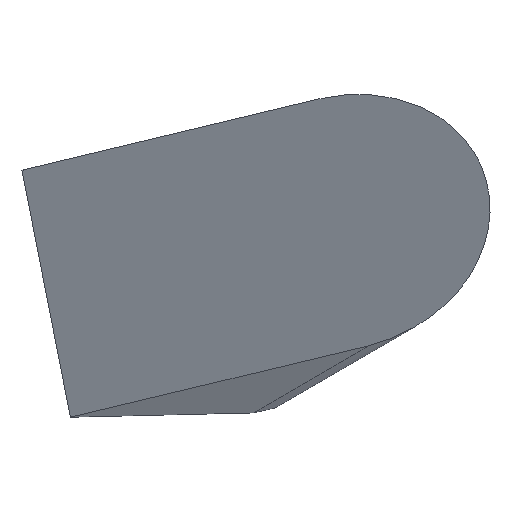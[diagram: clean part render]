
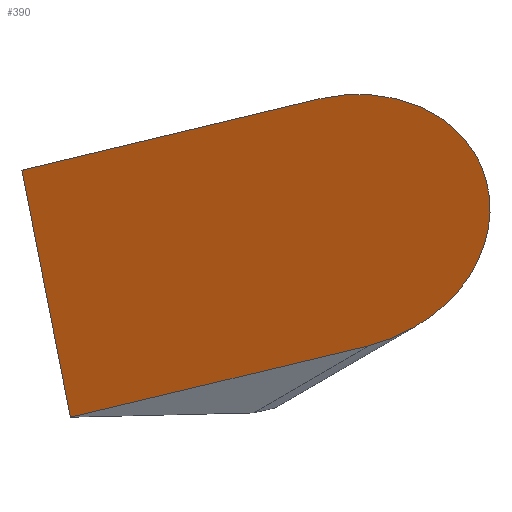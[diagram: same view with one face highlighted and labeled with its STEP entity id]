
A CAD part, front view. The second image highlights one B-rep face of the part: STEP entity #390.
In plain terms, the highlighted planar face has unit normal (0.447, 0.895, 0.011).
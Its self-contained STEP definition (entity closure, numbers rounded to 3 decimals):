
#38 = PLANE('',#39);
#39 = AXIS2_PLACEMENT_3D('',#40,#41,#42);
#40 = CARTESIAN_POINT('',(-0.488,3.946,-0.436
    ));
#41 = DIRECTION('',(0.874,-0.439,0.209));
#42 = DIRECTION('',(-0.192,0.084,0.978));
#56 = CYLINDRICAL_SURFACE('',#57,2.5);
#57 = AXIS2_PLACEMENT_3D('',#58,#59,#60);
#58 = CARTESIAN_POINT('',(-0.272,9.022,-0.831)
  );
#59 = DIRECTION('',(0.216,-0.968,0.126));
#60 = DIRECTION('',(-0.192,0.084,0.978));
#113 = VERTEX_POINT('',#114);
#114 = CARTESIAN_POINT('',(-2.691,-1.639,
    -2.943));
#128 = PLANE('',#129);
#129 = AXIS2_PLACEMENT_3D('',#130,#131,#132);
#130 = CARTESIAN_POINT('',(2.064,0.503,-2.195
    ));
#131 = DIRECTION('',(0.192,-0.084,-0.978)
  );
#132 = DIRECTION('',(-0.874,0.439,-0.209));
#140 = EDGE_CURVE('',#141,#113,#143,.T.);
#141 = VERTEX_POINT('',#142);
#142 = CARTESIAN_POINT('',(-3.65,-1.217,
    1.946));
#143 = SURFACE_CURVE('',#144,(#148,#155),.PCURVE_S1.);
#144 = LINE('',#145,#146);
#145 = CARTESIAN_POINT('',(-3.65,-1.217,
    1.946));
#146 = VECTOR('',#147,1.);
#147 = DIRECTION('',(0.192,-0.084,-0.978)
  );
#148 = PCURVE('',#38,#149);
#149 = DEFINITIONAL_REPRESENTATION('',(#150),#154);
#150 = LINE('',#151,#152);
#151 = CARTESIAN_POINT('',(2.5,6.006));
#152 = VECTOR('',#153,1.);
#153 = DIRECTION('',(-1.,0.));
#154 = ( GEOMETRIC_REPRESENTATION_CONTEXT(2) 
PARAMETRIC_REPRESENTATION_CONTEXT() REPRESENTATION_CONTEXT('2D SPACE',''
  ) );
#155 = PCURVE('',#156,#161);
#156 = PLANE('',#157);
#157 = AXIS2_PLACEMENT_3D('',#158,#159,#160);
#158 = CARTESIAN_POINT('',(1.206,-3.624,0.549
    ));
#159 = DIRECTION('',(0.447,0.895,0.01));
#160 = DIRECTION('',(-0.874,0.439,-0.209));
#161 = DEFINITIONAL_REPRESENTATION('',(#162),#166);
#162 = LINE('',#163,#164);
#163 = CARTESIAN_POINT('',(5.007,2.5));
#164 = VECTOR('',#165,1.);
#165 = DIRECTION('',(0.,-1.));
#166 = ( GEOMETRIC_REPRESENTATION_CONTEXT(2) 
PARAMETRIC_REPRESENTATION_CONTEXT() REPRESENTATION_CONTEXT('2D SPACE',''
  ) );
#182 = PLANE('',#183);
#183 = AXIS2_PLACEMENT_3D('',#184,#185,#186);
#184 = CARTESIAN_POINT('',(1.106,0.925,2.694)
  );
#185 = DIRECTION('',(0.192,-0.084,-0.978)
  );
#186 = DIRECTION('',(0.874,-0.439,0.209));
#199 = VERTEX_POINT('',#200);
#200 = CARTESIAN_POINT('',(2.246,-4.176,3.357
    ));
#243 = EDGE_CURVE('',#199,#244,#246,.T.);
#244 = VERTEX_POINT('',#245);
#245 = CARTESIAN_POINT('',(3.205,-4.598,-1.532
    ));
#246 = SURFACE_CURVE('',#247,(#257,#308),.PCURVE_S1.);
#247 = B_SPLINE_CURVE_WITH_KNOTS('',3,(#248,#249,#250,#251,#252,#253,
    #254,#255,#256),.UNSPECIFIED.,.F.,.F.,(4,1,1,1,1,1,4),(0.,0.25,0.375
    ,0.5,0.625,0.75,1.),.UNSPECIFIED.);
#248 = CARTESIAN_POINT('',(2.246,-4.176,3.357
    ));
#249 = CARTESIAN_POINT('',(2.916,-4.513,3.518
    ));
#250 = CARTESIAN_POINT('',(4.169,-5.137,3.437)
  );
#251 = CARTESIAN_POINT('',(5.271,-5.676,2.468
    ));
#252 = CARTESIAN_POINT('',(5.63,-5.845,1.608
    ));
#253 = CARTESIAN_POINT('',(5.626,-5.831,0.661)
  );
#254 = CARTESIAN_POINT('',(4.986,-5.496,
    -0.724));
#255 = CARTESIAN_POINT('',(3.875,-4.934,
    -1.371));
#256 = CARTESIAN_POINT('',(3.205,-4.598,-1.532
    ));
#257 = PCURVE('',#56,#258);
#258 = DEFINITIONAL_REPRESENTATION('',(#259),#307);
#259 = B_SPLINE_CURVE_WITH_KNOTS('',3,(#260,#261,#262,#263,#264,#265,
    #266,#267,#268,#269,#270,#271,#272,#273,#274,#275,#276,#277,#278,
    #279,#280,#281,#282,#283,#284,#285,#286,#287,#288,#289,#290,#291,
    #292,#293,#294,#295,#296,#297,#298,#299,#300,#301,#302,#303,#304,
    #305,#306),.UNSPECIFIED.,.F.,.F.,(4,1,1,1,1,1,1,1,1,1,1,1,1,1,1,1,1,
    1,1,1,1,1,1,1,1,1,1,1,1,1,1,1,1,1,1,1,1,1,1,1,1,1,1,1,4),(0.,
    0.023,0.045,0.068,
    0.091,0.114,0.136,0.159,
    0.182,0.205,0.227,0.25,0.273,
    0.295,0.318,0.341,0.364,
    0.386,0.409,0.432,0.455,
    0.477,0.5,0.523,0.545,0.568,
    0.591,0.614,0.636,0.659,
    0.682,0.705,0.727,0.75,0.773,
    0.795,0.818,0.841,0.864,
    0.886,0.909,0.932,0.955,
    0.977,1.),.QUASI_UNIFORM_KNOTS.);
#260 = CARTESIAN_POINT('',(6.283,13.85));
#261 = CARTESIAN_POINT('',(6.262,13.894));
#262 = CARTESIAN_POINT('',(6.218,13.985));
#263 = CARTESIAN_POINT('',(6.151,14.124));
#264 = CARTESIAN_POINT('',(6.082,14.265));
#265 = CARTESIAN_POINT('',(6.012,14.407));
#266 = CARTESIAN_POINT('',(5.94,14.549));
#267 = CARTESIAN_POINT('',(5.868,14.689));
#268 = CARTESIAN_POINT('',(5.795,14.826));
#269 = CARTESIAN_POINT('',(5.721,14.959));
#270 = CARTESIAN_POINT('',(5.647,15.087));
#271 = CARTESIAN_POINT('',(5.572,15.209));
#272 = CARTESIAN_POINT('',(5.498,15.324));
#273 = CARTESIAN_POINT('',(5.423,15.43));
#274 = CARTESIAN_POINT('',(5.348,15.528));
#275 = CARTESIAN_POINT('',(5.273,15.615));
#276 = CARTESIAN_POINT('',(5.198,15.693));
#277 = CARTESIAN_POINT('',(5.125,15.759));
#278 = CARTESIAN_POINT('',(5.053,15.815));
#279 = CARTESIAN_POINT('',(4.984,15.859));
#280 = CARTESIAN_POINT('',(4.915,15.893));
#281 = CARTESIAN_POINT('',(4.847,15.916));
#282 = CARTESIAN_POINT('',(4.78,15.93));
#283 = CARTESIAN_POINT('',(4.712,15.934));
#284 = CARTESIAN_POINT('',(4.645,15.93));
#285 = CARTESIAN_POINT('',(4.578,15.916));
#286 = CARTESIAN_POINT('',(4.51,15.893));
#287 = CARTESIAN_POINT('',(4.441,15.859));
#288 = CARTESIAN_POINT('',(4.371,15.815));
#289 = CARTESIAN_POINT('',(4.3,15.759));
#290 = CARTESIAN_POINT('',(4.226,15.693));
#291 = CARTESIAN_POINT('',(4.152,15.615));
#292 = CARTESIAN_POINT('',(4.077,15.528));
#293 = CARTESIAN_POINT('',(4.002,15.43));
#294 = CARTESIAN_POINT('',(3.927,15.324));
#295 = CARTESIAN_POINT('',(3.852,15.209));
#296 = CARTESIAN_POINT('',(3.778,15.087));
#297 = CARTESIAN_POINT('',(3.704,14.959));
#298 = CARTESIAN_POINT('',(3.63,14.826));
#299 = CARTESIAN_POINT('',(3.557,14.689));
#300 = CARTESIAN_POINT('',(3.484,14.549));
#301 = CARTESIAN_POINT('',(3.413,14.407));
#302 = CARTESIAN_POINT('',(3.343,14.265));
#303 = CARTESIAN_POINT('',(3.274,14.124));
#304 = CARTESIAN_POINT('',(3.207,13.985));
#305 = CARTESIAN_POINT('',(3.163,13.894));
#306 = CARTESIAN_POINT('',(3.142,13.85));
#307 = ( GEOMETRIC_REPRESENTATION_CONTEXT(2) 
PARAMETRIC_REPRESENTATION_CONTEXT() REPRESENTATION_CONTEXT('2D SPACE',''
  ) );
#308 = PCURVE('',#156,#309);
#309 = DEFINITIONAL_REPRESENTATION('',(#310),#320);
#310 = B_SPLINE_CURVE_WITH_KNOTS('',3,(#311,#312,#313,#314,#315,#316,
    #317,#318,#319),.UNSPECIFIED.,.F.,.F.,(4,1,1,1,1,1,4),(0.,0.25,0.375
    ,0.5,0.625,0.75,1.),.UNSPECIFIED.);
#311 = CARTESIAN_POINT('',(-1.739,2.5));
#312 = CARTESIAN_POINT('',(-2.506,2.5));
#313 = CARTESIAN_POINT('',(-3.858,2.128));
#314 = CARTESIAN_POINT('',(-4.854,0.924));
#315 = CARTESIAN_POINT('',(-5.062,0.));
#316 = CARTESIAN_POINT('',(-4.854,-0.924));
#317 = CARTESIAN_POINT('',(-3.858,-2.128));
#318 = CARTESIAN_POINT('',(-2.506,-2.5));
#319 = CARTESIAN_POINT('',(-1.739,-2.5));
#320 = ( GEOMETRIC_REPRESENTATION_CONTEXT(2) 
PARAMETRIC_REPRESENTATION_CONTEXT() REPRESENTATION_CONTEXT('2D SPACE',''
  ) );
#368 = EDGE_CURVE('',#141,#199,#369,.T.);
#369 = SURFACE_CURVE('',#370,(#374,#381),.PCURVE_S1.);
#370 = LINE('',#371,#372);
#371 = CARTESIAN_POINT('',(-3.65,-1.217,
    1.946));
#372 = VECTOR('',#373,1.);
#373 = DIRECTION('',(0.874,-0.439,0.209));
#374 = PCURVE('',#182,#375);
#375 = DEFINITIONAL_REPRESENTATION('',(#376),#380);
#376 = LINE('',#377,#378);
#377 = CARTESIAN_POINT('',(-3.373,4.047));
#378 = VECTOR('',#379,1.);
#379 = DIRECTION('',(1.,0.));
#380 = ( GEOMETRIC_REPRESENTATION_CONTEXT(2) 
PARAMETRIC_REPRESENTATION_CONTEXT() REPRESENTATION_CONTEXT('2D SPACE',''
  ) );
#381 = PCURVE('',#156,#382);
#382 = DEFINITIONAL_REPRESENTATION('',(#383),#387);
#383 = LINE('',#384,#385);
#384 = CARTESIAN_POINT('',(5.007,2.5));
#385 = VECTOR('',#386,1.);
#386 = DIRECTION('',(-1.,0.));
#387 = ( GEOMETRIC_REPRESENTATION_CONTEXT(2) 
PARAMETRIC_REPRESENTATION_CONTEXT() REPRESENTATION_CONTEXT('2D SPACE',''
  ) );
#390 = ADVANCED_FACE('',(#391),#156,.T.);
#391 = FACE_BOUND('',#392,.F.);
#392 = EDGE_LOOP('',(#393,#394,#395,#396));
#393 = ORIENTED_EDGE('',*,*,#243,.F.);
#394 = ORIENTED_EDGE('',*,*,#368,.F.);
#395 = ORIENTED_EDGE('',*,*,#140,.T.);
#396 = ORIENTED_EDGE('',*,*,#397,.F.);
#397 = EDGE_CURVE('',#244,#113,#398,.T.);
#398 = SURFACE_CURVE('',#399,(#403,#410),.PCURVE_S1.);
#399 = LINE('',#400,#401);
#400 = CARTESIAN_POINT('',(3.205,-4.598,
    -1.532));
#401 = VECTOR('',#402,1.);
#402 = DIRECTION('',(-0.874,0.439,-0.209));
#403 = PCURVE('',#156,#404);
#404 = DEFINITIONAL_REPRESENTATION('',(#405),#409);
#405 = LINE('',#406,#407);
#406 = CARTESIAN_POINT('',(-1.739,-2.5));
#407 = VECTOR('',#408,1.);
#408 = DIRECTION('',(1.,0.));
#409 = ( GEOMETRIC_REPRESENTATION_CONTEXT(2) 
PARAMETRIC_REPRESENTATION_CONTEXT() REPRESENTATION_CONTEXT('2D SPACE',''
  ) );
#410 = PCURVE('',#128,#411);
#411 = DEFINITIONAL_REPRESENTATION('',(#412),#416);
#412 = LINE('',#413,#414);
#413 = CARTESIAN_POINT('',(-3.373,-4.047));
#414 = VECTOR('',#415,1.);
#415 = DIRECTION('',(1.,0.));
#416 = ( GEOMETRIC_REPRESENTATION_CONTEXT(2) 
PARAMETRIC_REPRESENTATION_CONTEXT() REPRESENTATION_CONTEXT('2D SPACE',''
  ) );
